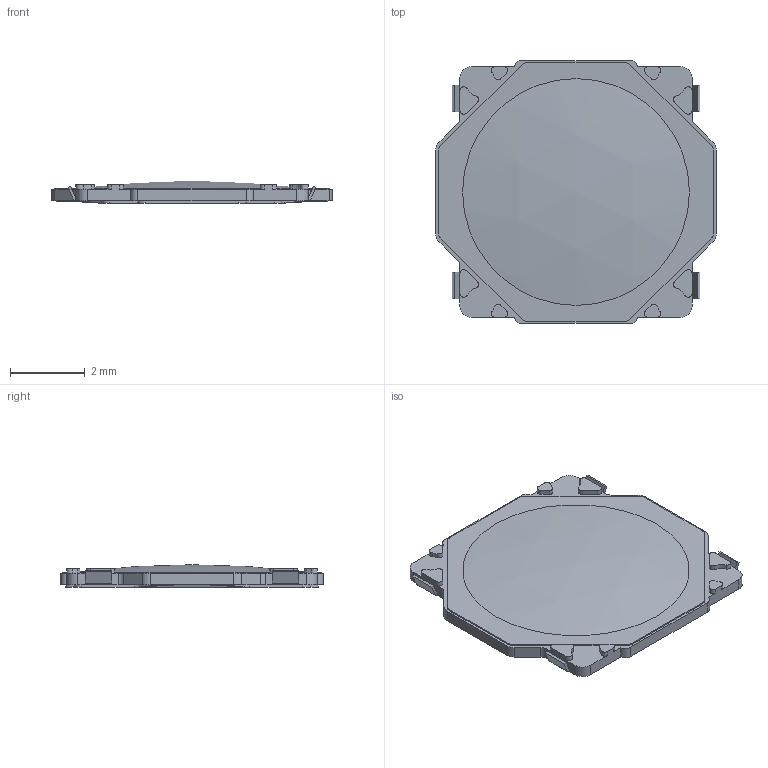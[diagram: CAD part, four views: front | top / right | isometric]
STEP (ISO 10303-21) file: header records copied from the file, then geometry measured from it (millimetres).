
FILE_DESCRIPTION(/* description */ (''),/* implementation_level */ '2;1');
FILE_NAME(/* name */ 'SKRRABE010A.step',/* time_stamp */ '2023-09-11T10:29:16-04:00',/* author */ (''),/* organization */ (''),/* preprocessor_version */ 'ST-DEVELOPER v20',/* originating_system */ 'Autodesk Translation Framework v12.9.0.99',/* authorisation */ '');
FILE_SCHEMA (('AUTOMOTIVE_DESIGN { 1 0 10303 214 3 1 1 }'));
Length unit declared in the file: inch
Products named in the file (1): SKRRABE010
Bounding box: 7.5 x 7.03 x 0.6 mm (x, y, z)
Volume: 20.9 mm3; surface area: 107.6 mm2
Topology: 1 solids, 1 shells, 161 faces, 461 edges, 305 vertices
Faces by surface type: plane 84, cylinder 76, sphere 1
Entity records: 5398 total; most frequent: CARTESIAN_POINT 940, DIRECTION 934, ORIENTED_EDGE 922, EDGE_CURVE 461, AXIS2_PLACEMENT_3D 315, VERTEX_POINT 305, LINE 304, VECTOR 304
